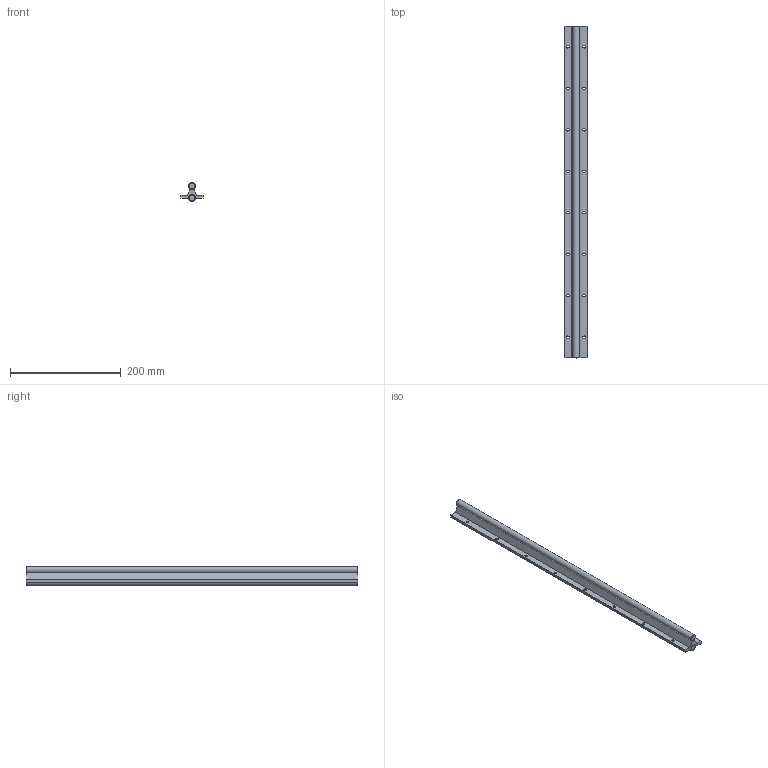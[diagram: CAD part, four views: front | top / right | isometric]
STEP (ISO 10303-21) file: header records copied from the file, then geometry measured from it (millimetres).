
FILE_DESCRIPTION( ( 'STEP AP214' ), '1' );
FILE_NAME( 'STSN-12-T1-As.stp', '2010-08-04T11:48:17', ( ' ' ), ( ' ' ), 'XStep 1.0', ' ', ' ' );
FILE_SCHEMA( ( 'CONFIG_CONTROL_DESIGN) ( )' ) );
Length unit declared in the file: metre
Products named in the file (3): Assem1; As-12; STSN-12-T1
Bounding box: 40 x 600 x 34 mm (x, y, z)
Volume: 477489.7 mm3; surface area: 188220.7 mm2
Topology: 4 solids, 4 shells, 84 faces, 274 edges, 198 vertices
Faces by surface type: cylinder 52, plane 30, cone 2
Full cylindrical faces by diameter (mm): 4.5 x48, 12 x2
Entity records: 2144 total; most frequent: CARTESIAN_POINT 711, DIRECTION 214, ORIENTED_EDGE 174, EDGE_LOOP 116, AXIS2_PLACEMENT_3D 90, EDGE_CURVE 87, VERTEX_POINT 75, FACE_OUTER_BOUND 67
